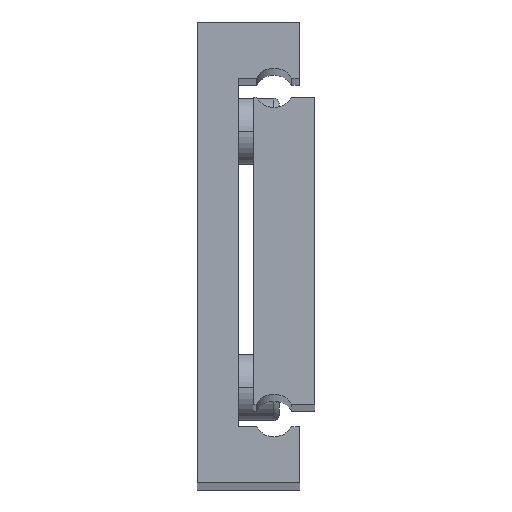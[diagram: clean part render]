
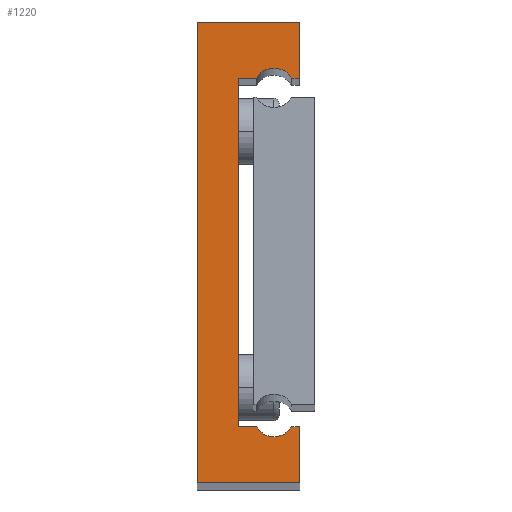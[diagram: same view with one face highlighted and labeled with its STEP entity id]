
A CAD part, top view. The second image highlights one B-rep face of the part: STEP entity #1220.
In plain terms, the highlighted planar face has unit normal (0, 0, 1).
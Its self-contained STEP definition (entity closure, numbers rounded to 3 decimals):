
#38 = DIRECTION ( 'NONE',  ( -1., 0., 0. ) ) ;
#112 = ORIENTED_EDGE ( 'NONE', *, *, #387, .T. ) ;
#130 = CARTESIAN_POINT ( 'NONE',  ( 15., 77., 400. ) ) ;
#174 = AXIS2_PLACEMENT_3D ( 'NONE', #1431, #2387, #658 ) ;
#204 = EDGE_CURVE ( 'NONE', #3056, #2664, #997, .T. ) ;
#245 = VERTEX_POINT ( 'NONE', #3077 ) ;
#280 = LINE ( 'NONE', #1247, #3059 ) ;
#334 = DIRECTION ( 'NONE',  ( 0., 0., -1. ) ) ;
#341 = CARTESIAN_POINT ( 'NONE',  ( 0., 0., 400. ) ) ;
#364 = DIRECTION ( 'NONE',  ( 1., 0., 0. ) ) ;
#385 = AXIS2_PLACEMENT_3D ( 'NONE', #130, #1862, #880 ) ;
#387 = EDGE_CURVE ( 'NONE', #826, #3117, #1339, .T. ) ;
#394 = CARTESIAN_POINT ( 'NONE',  ( 20., 11., 400. ) ) ;
#395 = CARTESIAN_POINT ( 'NONE',  ( 0., 90., 400. ) ) ;
#419 = LINE ( 'NONE', #1630, #1506 ) ;
#449 = DIRECTION ( 'NONE',  ( -1., 0., 0. ) ) ;
#481 = ORIENTED_EDGE ( 'NONE', *, *, #1373, .T. ) ;
#484 = DIRECTION ( 'NONE',  ( 1., 0., 0. ) ) ;
#513 = VECTOR ( 'NONE', #364, 1000. ) ;
#525 = LINE ( 'NONE', #1491, #2949 ) ;
#561 = CARTESIAN_POINT ( 'NONE',  ( 18.464, 79., 400. ) ) ;
#563 = EDGE_CURVE ( 'NONE', #245, #2357, #525, .T. ) ;
#658 = DIRECTION ( 'NONE',  ( 1., 0., 0. ) ) ;
#714 = ORIENTED_EDGE ( 'NONE', *, *, #2690, .T. ) ;
#761 = CARTESIAN_POINT ( 'NONE',  ( 20., 0., 400. ) ) ;
#797 = DIRECTION ( 'NONE',  ( -1., 0., 0. ) ) ;
#802 = EDGE_CURVE ( 'NONE', #2398, #3056, #419, .T. ) ;
#826 = VERTEX_POINT ( 'NONE', #891 ) ;
#880 = DIRECTION ( 'NONE',  ( -1., 0., 0. ) ) ;
#891 = CARTESIAN_POINT ( 'NONE',  ( 18.464, 11., 400. ) ) ;
#894 = CARTESIAN_POINT ( 'NONE',  ( 11.536, 79., 400. ) ) ;
#916 = DIRECTION ( 'NONE',  ( 0., -1., 0. ) ) ;
#997 = LINE ( 'NONE', #1275, #2497 ) ;
#1075 = EDGE_CURVE ( 'NONE', #2664, #826, #2616, .T. ) ;
#1220 = ADVANCED_FACE ( 'NONE', ( #3068 ), #1879, .F. ) ;
#1221 = VECTOR ( 'NONE', #1757, 1000. ) ;
#1240 = EDGE_CURVE ( 'NONE', #1824, #2398, #2881, .T. ) ;
#1247 = CARTESIAN_POINT ( 'NONE',  ( 11.536, 11., 400. ) ) ;
#1268 = CARTESIAN_POINT ( 'NONE',  ( 20., 11., 400. ) ) ;
#1272 = DIRECTION ( 'NONE',  ( 0., 1., 0. ) ) ;
#1275 = CARTESIAN_POINT ( 'NONE',  ( 20., 0., 400. ) ) ;
#1291 = LINE ( 'NONE', #2937, #1221 ) ;
#1322 = DIRECTION ( 'NONE',  ( -1., 0., 0. ) ) ;
#1338 = DIRECTION ( 'NONE',  ( 0., 1., 0. ) ) ;
#1339 = CIRCLE ( 'NONE', #174, 4. ) ;
#1373 = EDGE_CURVE ( 'NONE', #3171, #2154, #2747, .T. ) ;
#1375 = DIRECTION ( 'NONE',  ( 1., 0., 0. ) ) ;
#1431 = CARTESIAN_POINT ( 'NONE',  ( 15., 13., 400. ) ) ;
#1491 = CARTESIAN_POINT ( 'NONE',  ( 8., 11., 400. ) ) ;
#1499 = CARTESIAN_POINT ( 'NONE',  ( 20., 79., 400. ) ) ;
#1506 = VECTOR ( 'NONE', #1375, 1000. ) ;
#1532 = ORIENTED_EDGE ( 'NONE', *, *, #2581, .T. ) ;
#1576 = CARTESIAN_POINT ( 'NONE',  ( 11.536, 79., 400. ) ) ;
#1583 = EDGE_CURVE ( 'NONE', #2093, #3171, #2754, .T. ) ;
#1630 = CARTESIAN_POINT ( 'NONE',  ( 0., 0., 400. ) ) ;
#1633 = ORIENTED_EDGE ( 'NONE', *, *, #2851, .T. ) ;
#1667 = EDGE_CURVE ( 'NONE', #2408, #1824, #2672, .T. ) ;
#1757 = DIRECTION ( 'NONE',  ( 0., 1., 0. ) ) ;
#1769 = VECTOR ( 'NONE', #484, 1000. ) ;
#1823 = LINE ( 'NONE', #1576, #513 ) ;
#1824 = VERTEX_POINT ( 'NONE', #1932 ) ;
#1862 = DIRECTION ( 'NONE',  ( 0., 0., -1. ) ) ;
#1868 = ORIENTED_EDGE ( 'NONE', *, *, #802, .T. ) ;
#1879 = PLANE ( 'NONE',  #385 ) ;
#1895 = CARTESIAN_POINT ( 'NONE',  ( 0., 0., 400. ) ) ;
#1932 = CARTESIAN_POINT ( 'NONE',  ( 0., 90., 400. ) ) ;
#2003 = ORIENTED_EDGE ( 'NONE', *, *, #1075, .T. ) ;
#2017 = EDGE_LOOP ( 'NONE', ( #2650, #1868, #2490, #2003, #112, #714, #2047, #1633, #2136, #481, #1532, #3012 ) ) ;
#2047 = ORIENTED_EDGE ( 'NONE', *, *, #563, .T. ) ;
#2056 = CARTESIAN_POINT ( 'NONE',  ( 15., 77., 400. ) ) ;
#2081 = CARTESIAN_POINT ( 'NONE',  ( 8., 79., 400. ) ) ;
#2093 = VERTEX_POINT ( 'NONE', #894 ) ;
#2136 = ORIENTED_EDGE ( 'NONE', *, *, #1583, .T. ) ;
#2154 = VERTEX_POINT ( 'NONE', #2352 ) ;
#2181 = VECTOR ( 'NONE', #916, 1000. ) ;
#2352 = CARTESIAN_POINT ( 'NONE',  ( 20., 79., 400. ) ) ;
#2357 = VERTEX_POINT ( 'NONE', #2081 ) ;
#2387 = DIRECTION ( 'NONE',  ( 0., 0., -1. ) ) ;
#2398 = VERTEX_POINT ( 'NONE', #341 ) ;
#2408 = VERTEX_POINT ( 'NONE', #2837 ) ;
#2490 = ORIENTED_EDGE ( 'NONE', *, *, #204, .T. ) ;
#2497 = VECTOR ( 'NONE', #1338, 1000. ) ;
#2503 = VECTOR ( 'NONE', #797, 1000. ) ;
#2505 = AXIS2_PLACEMENT_3D ( 'NONE', #2056, #334, #1322 ) ;
#2581 = EDGE_CURVE ( 'NONE', #2154, #2408, #1291, .T. ) ;
#2616 = LINE ( 'NONE', #394, #2503 ) ;
#2650 = ORIENTED_EDGE ( 'NONE', *, *, #1240, .T. ) ;
#2664 = VERTEX_POINT ( 'NONE', #1268 ) ;
#2672 = LINE ( 'NONE', #395, #3103 ) ;
#2690 = EDGE_CURVE ( 'NONE', #3117, #245, #280, .T. ) ;
#2744 = CARTESIAN_POINT ( 'NONE',  ( 11.536, 11., 400. ) ) ;
#2747 = LINE ( 'NONE', #1499, #1769 ) ;
#2754 = CIRCLE ( 'NONE', #2505, 4. ) ;
#2837 = CARTESIAN_POINT ( 'NONE',  ( 20., 90., 400. ) ) ;
#2851 = EDGE_CURVE ( 'NONE', #2357, #2093, #1823, .T. ) ;
#2881 = LINE ( 'NONE', #1895, #2181 ) ;
#2937 = CARTESIAN_POINT ( 'NONE',  ( 20., 90., 400. ) ) ;
#2949 = VECTOR ( 'NONE', #1272, 1000. ) ;
#3012 = ORIENTED_EDGE ( 'NONE', *, *, #1667, .T. ) ;
#3056 = VERTEX_POINT ( 'NONE', #761 ) ;
#3059 = VECTOR ( 'NONE', #38, 1000. ) ;
#3068 = FACE_OUTER_BOUND ( 'NONE', #2017, .T. ) ;
#3077 = CARTESIAN_POINT ( 'NONE',  ( 8., 11., 400. ) ) ;
#3103 = VECTOR ( 'NONE', #449, 1000. ) ;
#3117 = VERTEX_POINT ( 'NONE', #2744 ) ;
#3171 = VERTEX_POINT ( 'NONE', #561 ) ;
